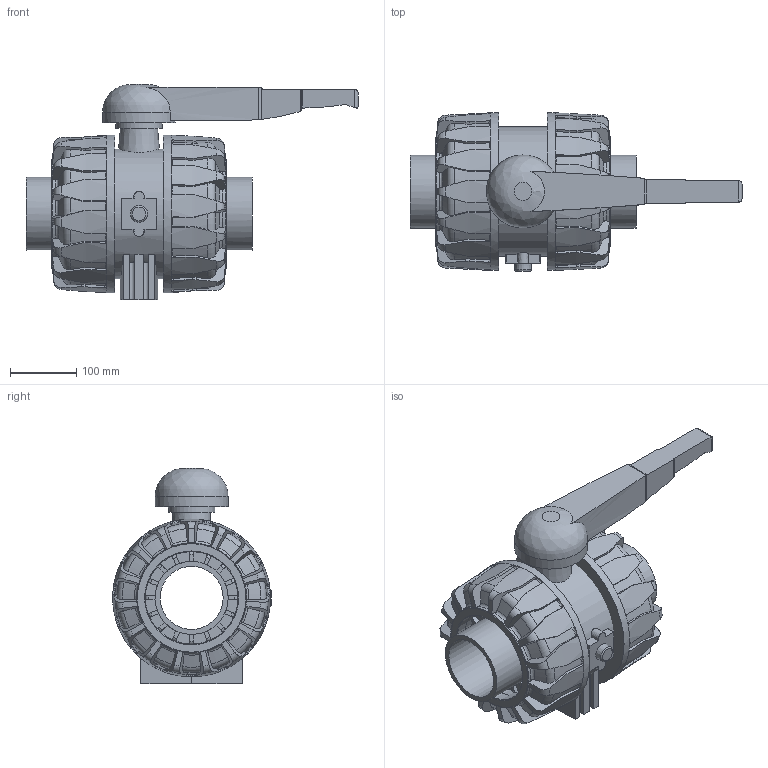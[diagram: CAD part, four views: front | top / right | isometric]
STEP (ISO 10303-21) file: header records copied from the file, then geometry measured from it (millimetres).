
FILE_DESCRIPTION(/* description */ (''),/* implementation_level */ '2;1');
FILE_NAME(/* name */ 'VKDDV110E.iam.stp',/* time_stamp */ '2013-10-01T10:34:36+02:00',/* author */ ('bfaro'),/* organization */ (''),/* preprocessor_version */ 'ST-DEVELOPER v15.2',/* originating_system */ 'Autodesk Inventor 2014',/* authorisation */ '');
FILE_SCHEMA (('AUTOMOTIVE_DESIGN { 1 0 10303 214 3 1 1 }'));
Length unit declared in the file: millimetre
Products named in the file (5): 1MNC110; ENDDV110; NTVKD110V; cassa VKD_110; VKDDV110E
Bounding box: 500.3 x 238.88 x 324 mm (x, y, z)
Volume: 8803610.6 mm3; surface area: 874635.9 mm2
Topology: 6 solids, 6 shells, 811 faces, 2269 edges, 1478 vertices
Faces by surface type: plane 299, cylinder 190, torus 159, cone 154, bspline 9
Full cylindrical faces by diameter (mm): 70 x1, 95 x2, 110 x4, 140.035 x2, 180 x2, 189.6 x2, 195.3 x1, 237.758 x2
Entity records: 18215 total; most frequent: CARTESIAN_POINT 7302, ORIENTED_EDGE 2444, DIRECTION 2045, EDGE_CURVE 1222, AXIS2_PLACEMENT_3D 842, VERTEX_POINT 809, EDGE_LOOP 475, B_SPLINE_CURVE_WITH_KNOTS 465
